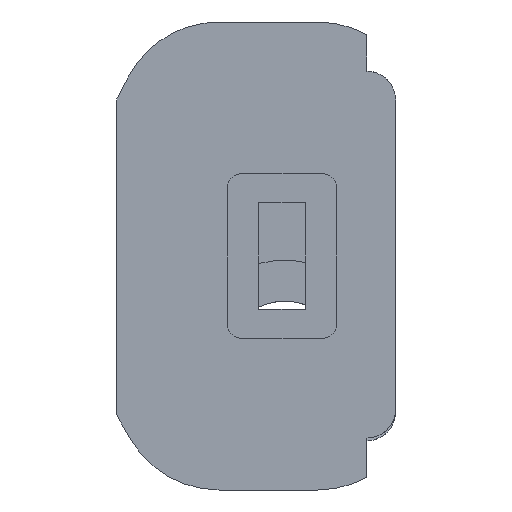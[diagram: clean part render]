
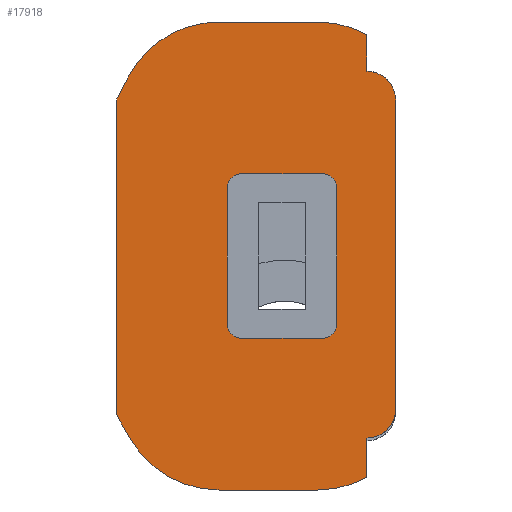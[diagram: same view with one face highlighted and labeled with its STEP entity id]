
A CAD part, left-side view. The second image highlights one B-rep face of the part: STEP entity #17918.
In plain terms, the highlighted planar face has unit normal (-1, 0, 0).
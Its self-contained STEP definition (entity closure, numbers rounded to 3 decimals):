
#2060=FACE_BOUND('',#3382,.T.);
#2151=CIRCLE('',#18951,1.);
#2152=CIRCLE('',#18954,1.);
#2155=CIRCLE('',#18981,2.1);
#2171=CIRCLE('',#19005,7.5);
#2172=CIRCLE('',#19007,7.5);
#2173=CIRCLE('',#19009,7.5);
#2174=CIRCLE('',#19012,7.5);
#2175=CIRCLE('',#19017,2.1);
#2176=CIRCLE('',#19018,1.);
#2177=CIRCLE('',#19019,1.);
#2358=FACE_OUTER_BOUND('',#3381,.T.);
#3381=EDGE_LOOP('',(#13172,#13173,#13174,#13175,#13176,#13177,#13178,#13179,
#13180,#13181,#13182,#13183,#13184,#13185));
#3382=EDGE_LOOP('',(#13186,#13187,#13188,#13189,#13190,#13191,#13192,#13193));
#4410=LINE('',#21511,#5725);
#4696=LINE('',#25777,#6011);
#4699=LINE('',#25785,#6014);
#4724=LINE('',#25856,#6039);
#4742=LINE('',#25928,#6057);
#4745=LINE('',#25936,#6060);
#4747=LINE('',#25939,#6062);
#4748=LINE('',#25941,#6063);
#4749=LINE('',#25943,#6064);
#4750=LINE('',#25946,#6065);
#4751=LINE('',#25948,#6066);
#4752=LINE('',#25952,#6067);
#5725=VECTOR('',#19285,10.);
#6011=VECTOR('',#19867,10.);
#6014=VECTOR('',#19876,10.);
#6039=VECTOR('',#19955,10.);
#6057=VECTOR('',#20029,10.);
#6060=VECTOR('',#20038,10.);
#6062=VECTOR('',#20042,10.);
#6063=VECTOR('',#20045,10.);
#6064=VECTOR('',#20048,10.);
#6065=VECTOR('',#20051,10.);
#6066=VECTOR('',#20052,10.);
#6067=VECTOR('',#20055,10.);
#7040=VERTEX_POINT('',#21504);
#7043=VERTEX_POINT('',#21509);
#7903=VERTEX_POINT('',#25769);
#7904=VERTEX_POINT('',#25771);
#7905=VERTEX_POINT('',#25775);
#7906=VERTEX_POINT('',#25779);
#7907=VERTEX_POINT('',#25783);
#7924=VERTEX_POINT('',#25848);
#7925=VERTEX_POINT('',#25850);
#7926=VERTEX_POINT('',#25854);
#7947=VERTEX_POINT('',#25910);
#7948=VERTEX_POINT('',#25912);
#7949=VERTEX_POINT('',#25916);
#7950=VERTEX_POINT('',#25918);
#7951=VERTEX_POINT('',#25922);
#7952=VERTEX_POINT('',#25924);
#7953=VERTEX_POINT('',#25930);
#7954=VERTEX_POINT('',#25932);
#7955=VERTEX_POINT('',#25944);
#7956=VERTEX_POINT('',#25947);
#7957=VERTEX_POINT('',#25949);
#7958=VERTEX_POINT('',#25951);
#8952=EDGE_CURVE('',#7043,#7040,#4410,.T.);
#9903=EDGE_CURVE('',#7904,#7903,#2151,.T.);
#9906=EDGE_CURVE('',#7903,#7905,#4696,.T.);
#9908=EDGE_CURVE('',#7905,#7906,#2152,.T.);
#9910=EDGE_CURVE('',#7906,#7907,#4699,.T.);
#9941=EDGE_CURVE('',#7924,#7925,#2155,.T.);
#9944=EDGE_CURVE('',#7924,#7926,#4724,.T.);
#9973=EDGE_CURVE('',#7947,#7948,#2171,.T.);
#9975=EDGE_CURVE('',#7950,#7949,#2172,.T.);
#9978=EDGE_CURVE('',#7952,#7951,#2173,.T.);
#9980=EDGE_CURVE('',#7951,#7040,#4742,.T.);
#9982=EDGE_CURVE('',#7954,#7953,#2174,.T.);
#9984=EDGE_CURVE('',#7043,#7954,#4745,.T.);
#9986=EDGE_CURVE('',#7949,#7925,#4747,.T.);
#9987=EDGE_CURVE('',#7948,#7952,#4748,.T.);
#9988=EDGE_CURVE('',#7950,#7953,#4749,.T.);
#9989=EDGE_CURVE('',#7955,#7926,#2175,.T.);
#9990=EDGE_CURVE('',#7955,#7947,#4750,.T.);
#9991=EDGE_CURVE('',#7956,#7904,#4751,.T.);
#9992=EDGE_CURVE('',#7907,#7957,#2176,.T.);
#9993=EDGE_CURVE('',#7957,#7958,#4752,.T.);
#9994=EDGE_CURVE('',#7958,#7956,#2177,.T.);
#13172=ORIENTED_EDGE('',*,*,#9973,.T.);
#13173=ORIENTED_EDGE('',*,*,#9987,.T.);
#13174=ORIENTED_EDGE('',*,*,#9978,.T.);
#13175=ORIENTED_EDGE('',*,*,#9980,.T.);
#13176=ORIENTED_EDGE('',*,*,#8952,.F.);
#13177=ORIENTED_EDGE('',*,*,#9984,.T.);
#13178=ORIENTED_EDGE('',*,*,#9982,.T.);
#13179=ORIENTED_EDGE('',*,*,#9988,.F.);
#13180=ORIENTED_EDGE('',*,*,#9975,.T.);
#13181=ORIENTED_EDGE('',*,*,#9986,.T.);
#13182=ORIENTED_EDGE('',*,*,#9941,.F.);
#13183=ORIENTED_EDGE('',*,*,#9944,.T.);
#13184=ORIENTED_EDGE('',*,*,#9989,.F.);
#13185=ORIENTED_EDGE('',*,*,#9990,.T.);
#13186=ORIENTED_EDGE('',*,*,#9991,.T.);
#13187=ORIENTED_EDGE('',*,*,#9903,.T.);
#13188=ORIENTED_EDGE('',*,*,#9906,.T.);
#13189=ORIENTED_EDGE('',*,*,#9908,.T.);
#13190=ORIENTED_EDGE('',*,*,#9910,.T.);
#13191=ORIENTED_EDGE('',*,*,#9992,.T.);
#13192=ORIENTED_EDGE('',*,*,#9993,.T.);
#13193=ORIENTED_EDGE('',*,*,#9994,.T.);
#17645=PLANE('',#19016);
#17918=ADVANCED_FACE('',(#2358,#2060),#17645,.T.);
#18951=AXIS2_PLACEMENT_3D('',#25772,#19861,#19862);
#18954=AXIS2_PLACEMENT_3D('',#25781,#19871,#19872);
#18981=AXIS2_PLACEMENT_3D('',#25851,#19949,#19950);
#19005=AXIS2_PLACEMENT_3D('',#25914,#20013,#20014);
#19007=AXIS2_PLACEMENT_3D('',#25919,#20018,#20019);
#19009=AXIS2_PLACEMENT_3D('',#25925,#20024,#20025);
#19012=AXIS2_PLACEMENT_3D('',#25933,#20033,#20034);
#19016=AXIS2_PLACEMENT_3D('',#25942,#20046,#20047);
#19017=AXIS2_PLACEMENT_3D('',#25945,#20049,#20050);
#19018=AXIS2_PLACEMENT_3D('',#25950,#20053,#20054);
#19019=AXIS2_PLACEMENT_3D('',#25953,#20056,#20057);
#19285=DIRECTION('',(0.,0.,1.));
#19861=DIRECTION('center_axis',(1.,0.,0.));
#19862=DIRECTION('ref_axis',(0.,0.,-1.));
#19867=DIRECTION('',(0.,1.,0.));
#19871=DIRECTION('center_axis',(1.,0.,0.));
#19872=DIRECTION('ref_axis',(0.,1.,0.));
#19876=DIRECTION('',(0.,0.,1.));
#19949=DIRECTION('center_axis',(1.,0.,0.));
#19950=DIRECTION('ref_axis',(0.,-0.707,-0.707));
#19955=DIRECTION('',(0.,0.,1.));
#20013=DIRECTION('center_axis',(-1.,0.,0.));
#20014=DIRECTION('ref_axis',(0.,-1.,0.));
#20018=DIRECTION('center_axis',(-1.,0.,0.));
#20019=DIRECTION('ref_axis',(0.,0.,-1.));
#20024=DIRECTION('center_axis',(-1.,0.,0.));
#20025=DIRECTION('ref_axis',(0.,0.,1.));
#20029=DIRECTION('',(0.,0.454,-0.891));
#20033=DIRECTION('center_axis',(-1.,0.,0.));
#20034=DIRECTION('ref_axis',(0.,1.,0.));
#20038=DIRECTION('',(0.,-0.498,-0.867));
#20042=DIRECTION('',(0.,0.,1.));
#20045=DIRECTION('',(0.,1.,0.));
#20046=DIRECTION('center_axis',(-1.,0.,0.));
#20047=DIRECTION('ref_axis',(0.,0.,1.));
#20048=DIRECTION('',(0.,1.,0.));
#20049=DIRECTION('center_axis',(1.,0.,0.));
#20050=DIRECTION('ref_axis',(0.,-0.707,0.707));
#20051=DIRECTION('',(0.,0.,1.));
#20052=DIRECTION('',(0.,0.,-1.));
#20053=DIRECTION('center_axis',(1.,0.,0.));
#20054=DIRECTION('ref_axis',(0.,0.,1.));
#20055=DIRECTION('',(0.,-1.,0.));
#20056=DIRECTION('center_axis',(1.,0.,0.));
#20057=DIRECTION('ref_axis',(0.,-1.,0.));
#21504=CARTESIAN_POINT('',(-3.1,20.4,11.4));
#21509=CARTESIAN_POINT('',(-3.1,20.4,-11.6));
#21511=CARTESIAN_POINT('',(-3.1,20.4,-8.55));
#25769=CARTESIAN_POINT('',(-3.1,5.3,-6.));
#25771=CARTESIAN_POINT('',(-3.1,4.3,-5.));
#25772=CARTESIAN_POINT('Origin',(-3.1,5.3,-5.));
#25775=CARTESIAN_POINT('',(-3.1,11.3,-6.));
#25777=CARTESIAN_POINT('',(-3.1,2.65,-6.));
#25779=CARTESIAN_POINT('',(-3.1,12.3,-5.));
#25781=CARTESIAN_POINT('Origin',(-3.1,11.3,-5.));
#25783=CARTESIAN_POINT('',(-3.1,12.3,5.));
#25785=CARTESIAN_POINT('',(-3.1,12.3,-11.05));
#25848=CARTESIAN_POINT('',(-3.1,0.,-11.2));
#25850=CARTESIAN_POINT('',(-3.1,2.1,-13.3));
#25851=CARTESIAN_POINT('Origin',(-3.1,2.1,-11.2));
#25854=CARTESIAN_POINT('',(-3.1,0.,11.4));
#25856=CARTESIAN_POINT('',(-3.1,0.,-17.1));
#25910=CARTESIAN_POINT('',(-3.1,2.1,16.18));
#25912=CARTESIAN_POINT('',(-3.1,5.7,17.1));
#25914=CARTESIAN_POINT('Origin',(-3.1,5.7,9.6));
#25916=CARTESIAN_POINT('',(-3.1,2.1,-16.18));
#25918=CARTESIAN_POINT('',(-3.1,5.7,-17.1));
#25919=CARTESIAN_POINT('Origin',(-3.1,5.7,-9.6));
#25922=CARTESIAN_POINT('',(-3.1,19.583,13.004));
#25924=CARTESIAN_POINT('',(-3.1,12.9,17.1));
#25925=CARTESIAN_POINT('Origin',(-3.1,12.9,9.6));
#25928=CARTESIAN_POINT('',(-3.1,23.653,5.012));
#25930=CARTESIAN_POINT('',(-3.1,12.9,-17.1));
#25932=CARTESIAN_POINT('',(-3.1,19.404,-13.334));
#25933=CARTESIAN_POINT('Origin',(-3.1,12.9,-9.6));
#25936=CARTESIAN_POINT('',(-3.1,16.684,-18.073));
#25939=CARTESIAN_POINT('',(-3.1,2.1,-16.575));
#25941=CARTESIAN_POINT('',(-3.1,0.,17.1));
#25942=CARTESIAN_POINT('Origin',(-3.1,0.,-17.1));
#25943=CARTESIAN_POINT('',(-3.1,18.6,-17.1));
#25944=CARTESIAN_POINT('',(-3.1,2.1,13.5));
#25945=CARTESIAN_POINT('Origin',(-3.1,2.1,11.4));
#25946=CARTESIAN_POINT('',(-3.1,2.1,-0.525));
#25947=CARTESIAN_POINT('',(-3.1,4.3,5.));
#25948=CARTESIAN_POINT('',(-3.1,4.3,-6.05));
#25949=CARTESIAN_POINT('',(-3.1,11.3,6.));
#25950=CARTESIAN_POINT('Origin',(-3.1,11.3,5.));
#25951=CARTESIAN_POINT('',(-3.1,5.3,6.));
#25952=CARTESIAN_POINT('',(-3.1,5.65,6.));
#25953=CARTESIAN_POINT('Origin',(-3.1,5.3,5.));
